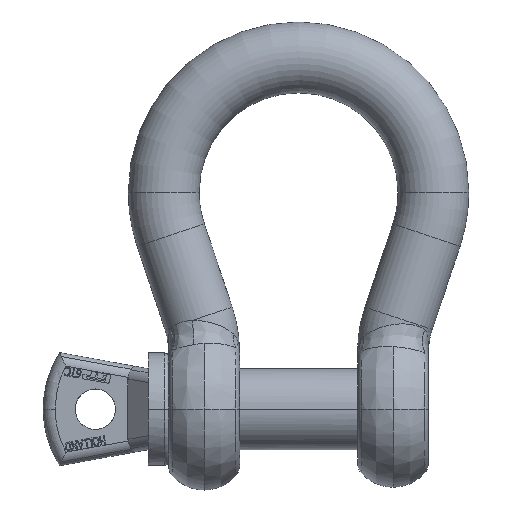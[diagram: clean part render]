
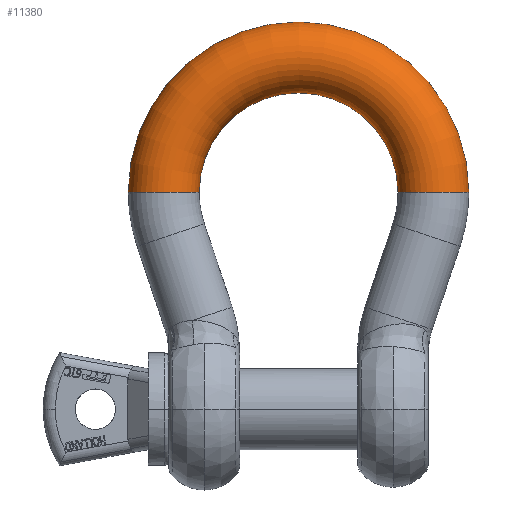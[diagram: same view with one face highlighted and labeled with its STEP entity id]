
A CAD part, top view. The second image highlights one B-rep face of the part: STEP entity #11380.
In plain terms, the highlighted toroidal (fillet/blend) face has major radius 108.5 mm and minor radius 28.5 mm.
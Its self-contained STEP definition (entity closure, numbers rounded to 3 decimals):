
#9877=AXIS2_PLACEMENT_3D('Circle Axis2P3D',#9875,#9876,$) ;
#10656=AXIS2_PLACEMENT_3D('Circle Axis2P3D',#10654,#10655,$) ;
#10663=AXIS2_PLACEMENT_3D('Circle Axis2P3D',#10661,#10662,$) ;
#11367=AXIS2_PLACEMENT_3D('Torus Axis2P3D',#11364,#11365,#11366) ;
#11371=AXIS2_PLACEMENT_3D('Circle Axis2P3D',#11369,#11370,$) ;
#5890=CARTESIAN_POINT('Vertex',(80.,174.5,0.)) ;
#5897=CARTESIAN_POINT('Vertex',(137.,174.5,0.)) ;
#9875=CARTESIAN_POINT('Axis2P3D Location',(108.5,174.5,0.)) ;
#10654=CARTESIAN_POINT('Axis2P3D Location',(0.,174.5,0.)) ;
#10658=CARTESIAN_POINT('Vertex',(-137.,174.5,0.)) ;
#10661=CARTESIAN_POINT('Axis2P3D Location',(0.,174.5,0.)) ;
#10665=CARTESIAN_POINT('Vertex',(-80.,174.5,0.)) ;
#11364=CARTESIAN_POINT('Axis2P3D Location',(0.,174.5,0.)) ;
#11369=CARTESIAN_POINT('Axis2P3D Location',(-108.5,174.5,0.)) ;
#9876=DIRECTION('Axis2P3D Direction',(0.,1.,0.)) ;
#10655=DIRECTION('Axis2P3D Direction',(0.,0.,-1.)) ;
#10662=DIRECTION('Axis2P3D Direction',(0.,0.,-1.)) ;
#11365=DIRECTION('Axis2P3D Direction',(0.,0.,-1.)) ;
#11366=DIRECTION('Axis2P3D XDirection',(-1.,0.,0.)) ;
#11370=DIRECTION('Axis2P3D Direction',(0.,-1.,0.)) ;
#11375=ORIENTED_EDGE('',*,*,#10667,.F.) ;
#11376=ORIENTED_EDGE('',*,*,#9879,.T.) ;
#11377=ORIENTED_EDGE('',*,*,#10660,.F.) ;
#11378=ORIENTED_EDGE('',*,*,#11373,.T.) ;
#11380=ADVANCED_FACE('',(#11379),#11368,.T.) ;
#9878=CIRCLE('generated circle',#9877,28.5) ;
#10657=CIRCLE('generated circle',#10656,137.) ;
#10664=CIRCLE('generated circle',#10663,80.) ;
#11372=CIRCLE('generated circle',#11371,28.5) ;
#11368=TOROIDAL_SURFACE('homeo Torus',#11367,108.5,28.5) ;
#9879=EDGE_CURVE('',#5891,#5898,#9878,.T.) ;
#10660=EDGE_CURVE('',#10659,#5898,#10657,.T.) ;
#10667=EDGE_CURVE('',#5891,#10666,#10664,.F.) ;
#11373=EDGE_CURVE('',#10659,#10666,#11372,.F.) ;
#11374=EDGE_LOOP('',(#11375,#11376,#11377,#11378)) ;
#11379=FACE_OUTER_BOUND('',#11374,.T.) ;
#5891=VERTEX_POINT('',#5890) ;
#5898=VERTEX_POINT('',#5897) ;
#10659=VERTEX_POINT('',#10658) ;
#10666=VERTEX_POINT('',#10665) ;
